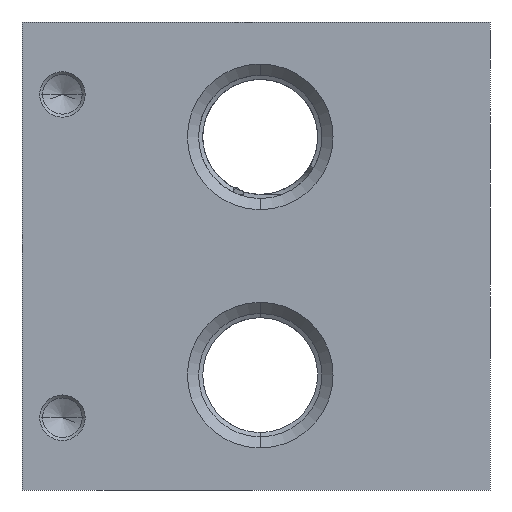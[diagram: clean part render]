
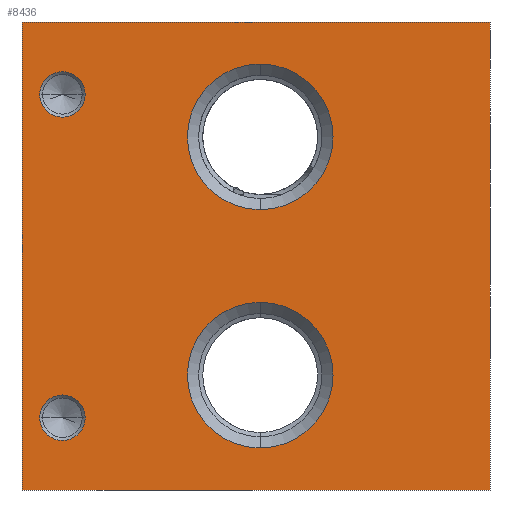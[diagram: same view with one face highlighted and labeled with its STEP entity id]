
A CAD part, front view. The second image highlights one B-rep face of the part: STEP entity #8436.
In plain terms, the highlighted planar face has unit normal (0, -1, 0).
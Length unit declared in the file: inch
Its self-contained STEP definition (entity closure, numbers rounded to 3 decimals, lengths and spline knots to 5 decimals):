
#5=DIRECTION('',(1.,0.,0.));
#6=VECTOR('',#5,3.438);
#7=CARTESIAN_POINT('',(0.,-16.25,0.));
#8=LINE('',#7,#6);
#75=DIRECTION('',(0.,0.,1.));
#76=VECTOR('',#75,3.438);
#77=CARTESIAN_POINT('',(3.438,-16.25,0.));
#78=LINE('',#77,#76);
#529=DIRECTION('',(0.,0.,1.));
#530=VECTOR('',#529,3.438);
#531=CARTESIAN_POINT('',(0.,-16.25,0.));
#532=LINE('',#531,#530);
#533=CARTESIAN_POINT('',(0.297,-16.25,0.531));
#534=DIRECTION('',(0.,1.,0.));
#535=DIRECTION('',(-1.,0.,0.));
#536=AXIS2_PLACEMENT_3D('',#533,#534,#535);
#538=CARTESIAN_POINT('',(0.297,-16.25,0.531));
#539=DIRECTION('',(0.,1.,0.));
#540=DIRECTION('',(1.,0.,0.));
#541=AXIS2_PLACEMENT_3D('',#538,#539,#540);
#543=CARTESIAN_POINT('',(0.297,-16.25,2.906));
#544=DIRECTION('',(0.,1.,0.));
#545=DIRECTION('',(-1.,0.,0.));
#546=AXIS2_PLACEMENT_3D('',#543,#544,#545);
#548=CARTESIAN_POINT('',(0.297,-16.25,2.906));
#549=DIRECTION('',(0.,1.,0.));
#550=DIRECTION('',(1.,0.,0.));
#551=AXIS2_PLACEMENT_3D('',#548,#549,#550);
#553=CARTESIAN_POINT('',(1.75,-16.25,0.844));
#554=DIRECTION('',(0.,1.,0.));
#555=DIRECTION('',(0.,0.,-1.));
#556=AXIS2_PLACEMENT_3D('',#553,#554,#555);
#558=CARTESIAN_POINT('',(1.75,-16.25,0.844));
#559=DIRECTION('',(0.,1.,0.));
#560=DIRECTION('',(0.,0.,1.));
#561=AXIS2_PLACEMENT_3D('',#558,#559,#560);
#563=CARTESIAN_POINT('',(1.75,-16.25,2.594));
#564=DIRECTION('',(0.,1.,0.));
#565=DIRECTION('',(0.,0.,-1.));
#566=AXIS2_PLACEMENT_3D('',#563,#564,#565);
#568=CARTESIAN_POINT('',(1.75,-16.25,2.594));
#569=DIRECTION('',(0.,1.,0.));
#570=DIRECTION('',(0.,0.,1.));
#571=AXIS2_PLACEMENT_3D('',#568,#569,#570);
#585=DIRECTION('',(1.,0.,0.));
#586=VECTOR('',#585,3.438);
#587=CARTESIAN_POINT('',(0.,-16.25,3.438));
#588=LINE('',#587,#586);
#6818=CARTESIAN_POINT('',(0.,-16.25,0.));
#6820=VERTEX_POINT('',#6818);
#6821=CARTESIAN_POINT('',(3.438,-16.25,0.));
#6822=VERTEX_POINT('',#6821);
#6826=CARTESIAN_POINT('',(0.,-16.25,3.438));
#6828=VERTEX_POINT('',#6826);
#6829=CARTESIAN_POINT('',(3.438,-16.25,3.438));
#6830=VERTEX_POINT('',#6829);
#7711=CARTESIAN_POINT('',(0.13,-16.25,0.531));
#7713=VERTEX_POINT('',#7711);
#7715=CARTESIAN_POINT('',(0.464,-16.25,0.531));
#7717=VERTEX_POINT('',#7715);
#7725=CARTESIAN_POINT('',(0.13,-16.25,2.906));
#7727=VERTEX_POINT('',#7725);
#7729=CARTESIAN_POINT('',(0.464,-16.25,2.906));
#7731=VERTEX_POINT('',#7729);
#7741=CARTESIAN_POINT('',(1.75,-16.25,1.379));
#7742=VERTEX_POINT('',#7741);
#7743=CARTESIAN_POINT('',(1.75,-16.25,0.309));
#7744=VERTEX_POINT('',#7743);
#7775=CARTESIAN_POINT('',(1.75,-16.25,3.129));
#7776=VERTEX_POINT('',#7775);
#7777=CARTESIAN_POINT('',(1.75,-16.25,2.059));
#7778=VERTEX_POINT('',#7777);
#8400=CARTESIAN_POINT('',(0.,-16.25,0.));
#8401=DIRECTION('',(0.,-1.,0.));
#8402=DIRECTION('',(1.,0.,0.));
#8403=AXIS2_PLACEMENT_3D('',#8400,#8401,#8402);
#8404=PLANE('',#8403);
#8405=ORIENTED_EDGE('',*,*,#8048,.F.);
#8406=ORIENTED_EDGE('',*,*,#8073,.T.);
#8408=ORIENTED_EDGE('',*,*,#8407,.T.);
#8409=ORIENTED_EDGE('',*,*,#8122,.F.);
#8410=EDGE_LOOP('',(#8405,#8406,#8408,#8409));
#8411=FACE_OUTER_BOUND('',#8410,.F.);
#8413=ORIENTED_EDGE('',*,*,#8412,.F.);
#8415=ORIENTED_EDGE('',*,*,#8414,.F.);
#8416=EDGE_LOOP('',(#8413,#8415));
#8417=FACE_BOUND('',#8416,.F.);
#8419=ORIENTED_EDGE('',*,*,#8418,.F.);
#8421=ORIENTED_EDGE('',*,*,#8420,.F.);
#8422=EDGE_LOOP('',(#8419,#8421));
#8423=FACE_BOUND('',#8422,.F.);
#8425=ORIENTED_EDGE('',*,*,#8424,.F.);
#8427=ORIENTED_EDGE('',*,*,#8426,.F.);
#8428=EDGE_LOOP('',(#8425,#8427));
#8429=FACE_BOUND('',#8428,.F.);
#8431=ORIENTED_EDGE('',*,*,#8430,.F.);
#8433=ORIENTED_EDGE('',*,*,#8432,.F.);
#8434=EDGE_LOOP('',(#8431,#8433));
#8435=FACE_BOUND('',#8434,.F.);
#8436=ADVANCED_FACE('',(#8411,#8417,#8423,#8429,#8435),#8404,.T.);
#537=CIRCLE('',#536,0.167);
#542=CIRCLE('',#541,0.167);
#547=CIRCLE('',#546,0.167);
#552=CIRCLE('',#551,0.167);
#557=CIRCLE('',#556,0.535);
#562=CIRCLE('',#561,0.535);
#567=CIRCLE('',#566,0.535);
#572=CIRCLE('',#571,0.535);
#8048=EDGE_CURVE('',#6820,#6822,#8,.T.);
#8073=EDGE_CURVE('',#6820,#6828,#532,.T.);
#8122=EDGE_CURVE('',#6822,#6830,#78,.T.);
#8407=EDGE_CURVE('',#6828,#6830,#588,.T.);
#8412=EDGE_CURVE('',#7713,#7717,#537,.T.);
#8414=EDGE_CURVE('',#7717,#7713,#542,.T.);
#8418=EDGE_CURVE('',#7727,#7731,#547,.T.);
#8420=EDGE_CURVE('',#7731,#7727,#552,.T.);
#8424=EDGE_CURVE('',#7744,#7742,#557,.T.);
#8426=EDGE_CURVE('',#7742,#7744,#562,.T.);
#8430=EDGE_CURVE('',#7778,#7776,#567,.T.);
#8432=EDGE_CURVE('',#7776,#7778,#572,.T.);
